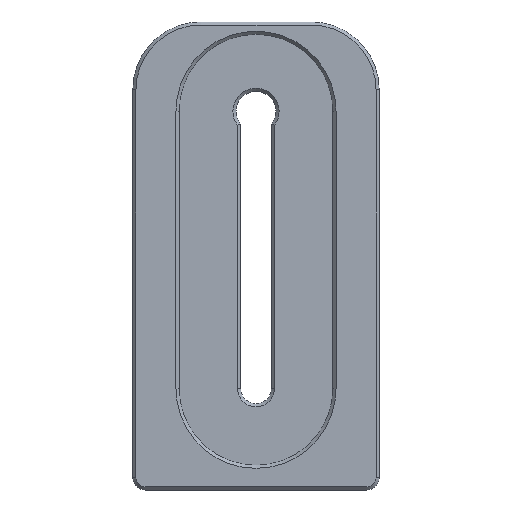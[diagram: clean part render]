
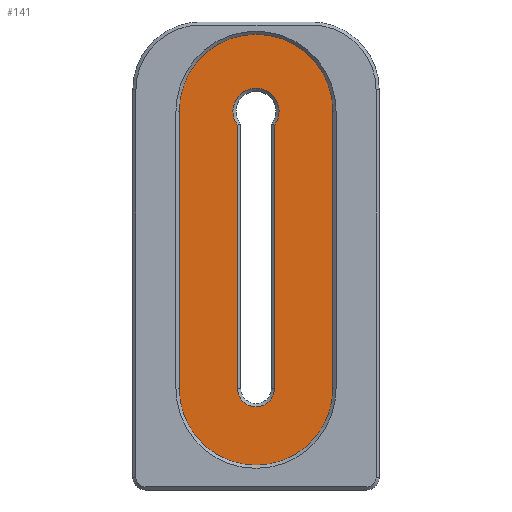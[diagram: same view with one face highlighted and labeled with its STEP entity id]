
A CAD part, top view. The second image highlights one B-rep face of the part: STEP entity #141.
In plain terms, the highlighted planar face has unit normal (0, 0, 1).
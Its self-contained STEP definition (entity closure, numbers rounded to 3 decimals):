
#141 = ADVANCED_FACE( '', ( #294, #295 ), #296, .T. );
#294 = FACE_OUTER_BOUND( '', #459, .T. );
#295 = FACE_BOUND( '', #460, .T. );
#296 = PLANE( '', #461 );
#459 = EDGE_LOOP( '', ( #983, #984, #985, #986 ) );
#460 = EDGE_LOOP( '', ( #987, #988, #989, #990 ) );
#461 = AXIS2_PLACEMENT_3D( '', #991, #992, #993 );
#983 = ORIENTED_EDGE( '', *, *, #1218, .T. );
#984 = ORIENTED_EDGE( '', *, *, #1173, .T. );
#985 = ORIENTED_EDGE( '', *, *, #1221, .T. );
#986 = ORIENTED_EDGE( '', *, *, #1220, .T. );
#987 = ORIENTED_EDGE( '', *, *, #1191, .T. );
#988 = ORIENTED_EDGE( '', *, *, #1192, .T. );
#989 = ORIENTED_EDGE( '', *, *, #1150, .T. );
#990 = ORIENTED_EDGE( '', *, *, #1193, .T. );
#991 = CARTESIAN_POINT( '', ( 0., -21.5, 6. ) );
#992 = DIRECTION( '', ( 0., 0., 1. ) );
#993 = DIRECTION( '', ( 1., 0., 0. ) );
#1150 = EDGE_CURVE( '', #1392, #1390, #1393, .T. );
#1173 = EDGE_CURVE( '', #1424, #1429, #1431, .T. );
#1191 = EDGE_CURVE( '', #1453, #1455, #1457, .T. );
#1192 = EDGE_CURVE( '', #1455, #1392, #1458, .T. );
#1193 = EDGE_CURVE( '', #1390, #1453, #1459, .T. );
#1218 = EDGE_CURVE( '', #1491, #1424, #1493, .T. );
#1220 = EDGE_CURVE( '', #1494, #1491, #1496, .T. );
#1221 = EDGE_CURVE( '', #1429, #1494, #1497, .T. );
#1390 = VERTEX_POINT( '', #1737 );
#1392 = VERTEX_POINT( '', #1739 );
#1393 = CIRCLE( '', #1740, 3.75 );
#1424 = VERTEX_POINT( '', #1782 );
#1429 = VERTEX_POINT( '', #1789 );
#1431 = LINE( '', #1792, #1793 );
#1453 = VERTEX_POINT( '', #1827 );
#1455 = VERTEX_POINT( '', #1830 );
#1457 = CIRCLE( '', #1833, 3. );
#1458 = LINE( '', #1834, #1835 );
#1459 = LINE( '', #1836, #1837 );
#1491 = VERTEX_POINT( '', #1884 );
#1493 = CIRCLE( '', #1887, 12.5 );
#1494 = VERTEX_POINT( '', #1888 );
#1496 = LINE( '', #1891, #1892 );
#1497 = CIRCLE( '', #1893, 12.5 );
#1737 = CARTESIAN_POINT( '', ( 3., 21.25, 6. ) );
#1739 = CARTESIAN_POINT( '', ( -3., 21.25, 6. ) );
#1740 = AXIS2_PLACEMENT_3D( '', #2061, #2062, #2063 );
#1782 = CARTESIAN_POINT( '', ( 12.5, -21.5, 6. ) );
#1789 = CARTESIAN_POINT( '', ( 12.5, 23.5, 6. ) );
#1792 = CARTESIAN_POINT( '', ( 12.5, -21.5, 6. ) );
#1793 = VECTOR( '', #2102, 1000. );
#1827 = CARTESIAN_POINT( '', ( 3., -21.5, 6. ) );
#1830 = CARTESIAN_POINT( '', ( -3., -21.5, 6. ) );
#1833 = AXIS2_PLACEMENT_3D( '', #2126, #2127, #2128 );
#1834 = CARTESIAN_POINT( '', ( -3., 21.423, 6. ) );
#1835 = VECTOR( '', #2129, 1000. );
#1836 = CARTESIAN_POINT( '', ( 3., -21.5, 6. ) );
#1837 = VECTOR( '', #2130, 1000. );
#1884 = CARTESIAN_POINT( '', ( -12.5, -21.5, 6. ) );
#1887 = AXIS2_PLACEMENT_3D( '', #2168, #2169, #2170 );
#1888 = CARTESIAN_POINT( '', ( -12.5, 23.5, 6. ) );
#1891 = CARTESIAN_POINT( '', ( -12.5, -21.5, 6. ) );
#1892 = VECTOR( '', #2172, 1000. );
#1893 = AXIS2_PLACEMENT_3D( '', #2173, #2174, #2175 );
#2061 = CARTESIAN_POINT( '', ( 0., 23.5, 6. ) );
#2062 = DIRECTION( '', ( 0., 0., -1. ) );
#2063 = DIRECTION( '', ( 1., 0., 0. ) );
#2102 = DIRECTION( '', ( 0., 1., 0. ) );
#2126 = CARTESIAN_POINT( '', ( 0., -21.5, 6. ) );
#2127 = DIRECTION( '', ( 0., 0., -1. ) );
#2128 = DIRECTION( '', ( 1., 0., 0. ) );
#2129 = DIRECTION( '', ( 0., 1., 0. ) );
#2130 = DIRECTION( '', ( 0., -1., 0. ) );
#2168 = CARTESIAN_POINT( '', ( 0., -21.5, 6. ) );
#2169 = DIRECTION( '', ( 0., 0., 1. ) );
#2170 = DIRECTION( '', ( 1., 0., 0. ) );
#2172 = DIRECTION( '', ( 0., -1., 0. ) );
#2173 = CARTESIAN_POINT( '', ( 0., 23.5, 6. ) );
#2174 = DIRECTION( '', ( 0., 0., 1. ) );
#2175 = DIRECTION( '', ( 1., 0., 0. ) );
